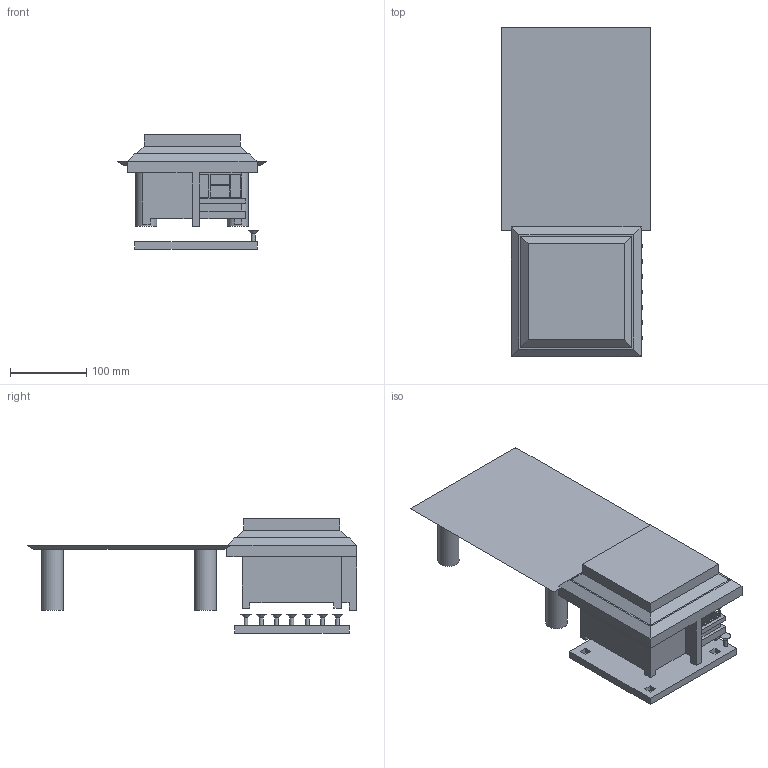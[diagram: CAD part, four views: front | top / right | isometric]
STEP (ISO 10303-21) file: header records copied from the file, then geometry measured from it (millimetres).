
FILE_DESCRIPTION(/* description */ (''),/* implementation_level */ '2;1');
FILE_NAME(/* name */ 'hw drive in v2.step',/* time_stamp */ '2023-10-18T15:52:26-07:00',/* author */ (''),/* organization */ (''),/* preprocessor_version */ 'ST-DEVELOPER v20',/* originating_system */ 'Autodesk Translation Framework v12.14.0.127',/* authorisation */ '');
FILE_SCHEMA (('AUTOMOTIVE_DESIGN { 1 0 10303 214 3 1 1 }'));
Length unit declared in the file: millimetre
Products named in the file (1): hw drive in
Bounding box: 196.14 x 431.56 x 150 mm (x, y, z)
Volume: 1561679.6 mm3; surface area: 342816.7 mm2
Topology: 2 solids, 2 shells, 162 faces, 412 edges, 267 vertices
Faces by surface type: plane 144, cylinder 11, cone 7
Full cylindrical faces by diameter (mm): 5 x7, 28.284 x4
Entity records: 4853 total; most frequent: CARTESIAN_POINT 842, ORIENTED_EDGE 824, DIRECTION 767, EDGE_CURVE 412, LINE 383, VECTOR 383, VERTEX_POINT 267, EDGE_LOOP 195
